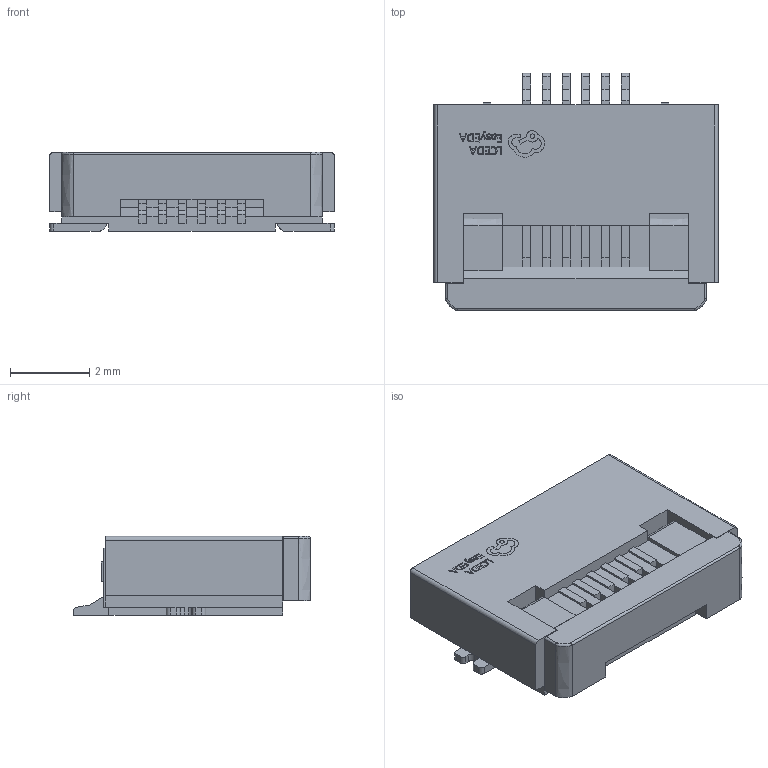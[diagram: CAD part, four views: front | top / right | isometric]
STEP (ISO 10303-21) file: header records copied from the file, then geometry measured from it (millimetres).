
FILE_DESCRIPTION (( 'STEP AP214' ), '1' );
FILE_NAME ('FPC-SMD_P0.50-WS-6P.step', '2022-08-08T02:41:52', ( '' ), ( '' ), 'SwSTEP 2.0', 'SolidWorks 2020', '' );
FILE_SCHEMA (( 'AUTOMOTIVE_DESIGN' ));
Length unit declared in the file: millimetre
Products named in the file (1): FPC-SMD_P0.50-WS-6P
Bounding box: 7.2 x 6 x 2.01 mm (x, y, z)
Volume: 60.9 mm3; surface area: 340.4 mm2
Topology: 21 solids, 21 shells, 628 faces, 1731 edges, 1138 vertices
Faces by surface type: plane 469, bspline 124, cylinder 35
Entity records: 27808 total; most frequent: CARTESIAN_POINT 6152, ORIENTED_EDGE 3462, DIRECTION 2523, EDGE_CURVE 1731, VECTOR 1381, LINE 1381, VERTEX_POINT 1138, EDGE_LOOP 649
